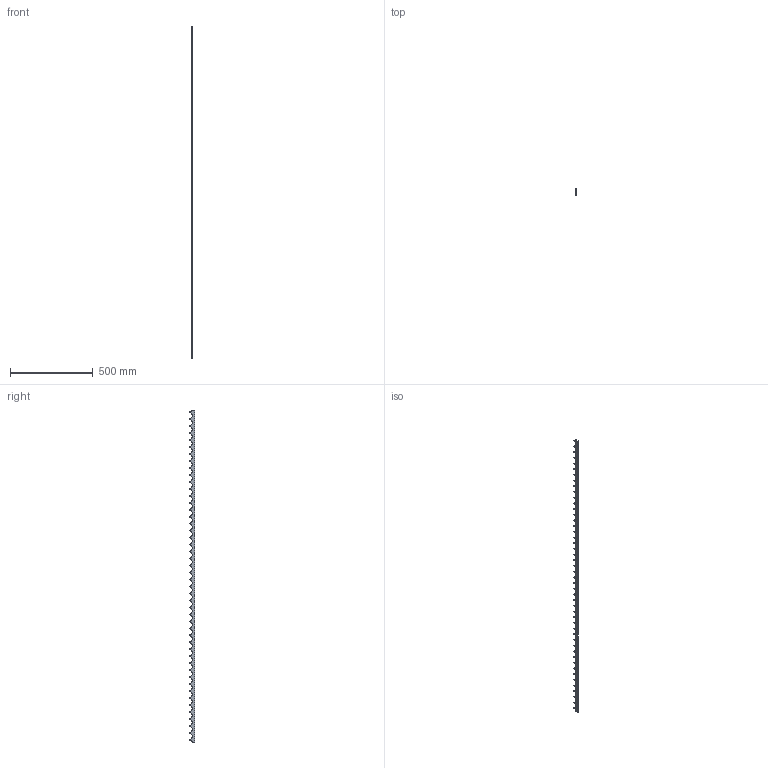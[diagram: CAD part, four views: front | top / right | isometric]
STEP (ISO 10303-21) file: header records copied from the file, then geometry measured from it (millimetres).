
FILE_DESCRIPTION (( 'STEP AP203' ), '1' );
FILE_NAME ('265-2M.STEP', '2022-04-29T11:41:43', ( '' ), ( '' ), 'SwSTEP 2.0', 'SolidWorks 2018', '' );
FILE_SCHEMA (( 'CONFIG_CONTROL_DESIGN' ));
Length unit declared in the file: millimetre
Products named in the file (1): 265-2M
Bounding box: 3 x 35 x 2000 mm (x, y, z)
Volume: 126113.8 mm3; surface area: 99087.5 mm2
Topology: 1 solids, 1 shells, 387 faces, 1101 edges, 734 vertices
Faces by surface type: plane 163, cylinder 147, bspline 77
Entity records: 16688 total; most frequent: CARTESIAN_POINT 6764, ORIENTED_EDGE 2202, DIRECTION 1863, EDGE_CURVE 1101, VERTEX_POINT 734, VECTOR 653, LINE 653, AXIS2_PLACEMENT_3D 605
